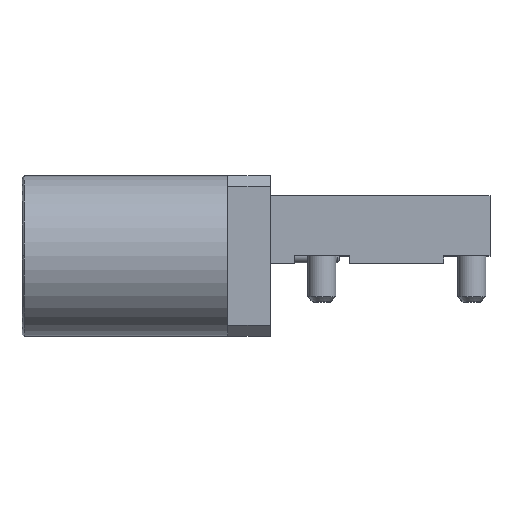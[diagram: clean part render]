
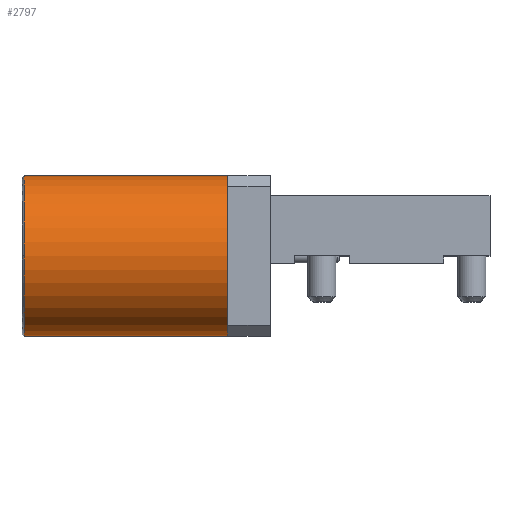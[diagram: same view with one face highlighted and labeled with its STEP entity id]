
A CAD part, top view. The second image highlights one B-rep face of the part: STEP entity #2797.
In plain terms, the highlighted cylindrical face has radius 3.75 mm (diameter 7.5 mm), a partial arc.
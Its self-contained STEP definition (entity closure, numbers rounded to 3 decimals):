
#147=DIRECTION('',(-1.,0.,0.));
#148=VECTOR('',#147,9.5);
#149=CARTESIAN_POINT('',(-2.,-3.75,0.));
#150=LINE('',#149,#148);
#169=DIRECTION('',(-1.,0.,0.));
#170=VECTOR('',#169,9.5);
#171=CARTESIAN_POINT('',(-2.,3.75,0.));
#172=LINE('',#171,#170);
#173=CARTESIAN_POINT('',(-11.5,0.,0.));
#174=DIRECTION('',(-1.,0.,0.));
#175=DIRECTION('',(0.,0.,1.));
#176=AXIS2_PLACEMENT_3D('',#173,#174,#175);
#178=CARTESIAN_POINT('',(-2.,0.,0.));
#179=DIRECTION('',(-1.,0.,0.));
#180=DIRECTION('',(0.,-1.,0.));
#181=AXIS2_PLACEMENT_3D('',#178,#179,#180);
#183=CARTESIAN_POINT('',(-11.5,0.,0.));
#184=DIRECTION('',(-1.,0.,0.));
#185=DIRECTION('',(0.,-1.,0.));
#186=AXIS2_PLACEMENT_3D('',#183,#184,#185);
#2223=CARTESIAN_POINT('',(-2.,-3.75,0.));
#2224=CARTESIAN_POINT('',(-2.,3.75,0.));
#2225=VERTEX_POINT('',#2223);
#2226=VERTEX_POINT('',#2224);
#2346=CARTESIAN_POINT('',(-11.5,0.,3.75));
#2347=CARTESIAN_POINT('',(-11.5,3.75,0.));
#2348=VERTEX_POINT('',#2346);
#2349=VERTEX_POINT('',#2347);
#2350=CARTESIAN_POINT('',(-11.5,-3.75,0.));
#2351=VERTEX_POINT('',#2350);
#2784=CARTESIAN_POINT('',(0.58,0.,0.));
#2785=DIRECTION('',(-1.,0.,0.));
#2786=DIRECTION('',(0.,-1.,0.));
#2787=AXIS2_PLACEMENT_3D('',#2784,#2785,#2786);
#2788=CYLINDRICAL_SURFACE('',#2787,3.75);
#2789=ORIENTED_EDGE('',*,*,#2772,.T.);
#2790=ORIENTED_EDGE('',*,*,#2762,.F.);
#2791=ORIENTED_EDGE('',*,*,#2601,.F.);
#2792=ORIENTED_EDGE('',*,*,#2752,.T.);
#2794=ORIENTED_EDGE('',*,*,#2793,.T.);
#2795=EDGE_LOOP('',(#2789,#2790,#2791,#2792,#2794));
#2796=FACE_OUTER_BOUND('',#2795,.F.);
#2797=ADVANCED_FACE('',(#2796),#2788,.T.);
#177=CIRCLE('',#176,3.75);
#182=CIRCLE('',#181,3.75);
#187=CIRCLE('',#186,3.75);
#2601=EDGE_CURVE('',#2225,#2226,#182,.T.);
#2752=EDGE_CURVE('',#2225,#2351,#150,.T.);
#2762=EDGE_CURVE('',#2226,#2349,#172,.T.);
#2772=EDGE_CURVE('',#2348,#2349,#177,.T.);
#2793=EDGE_CURVE('',#2351,#2348,#187,.T.);
